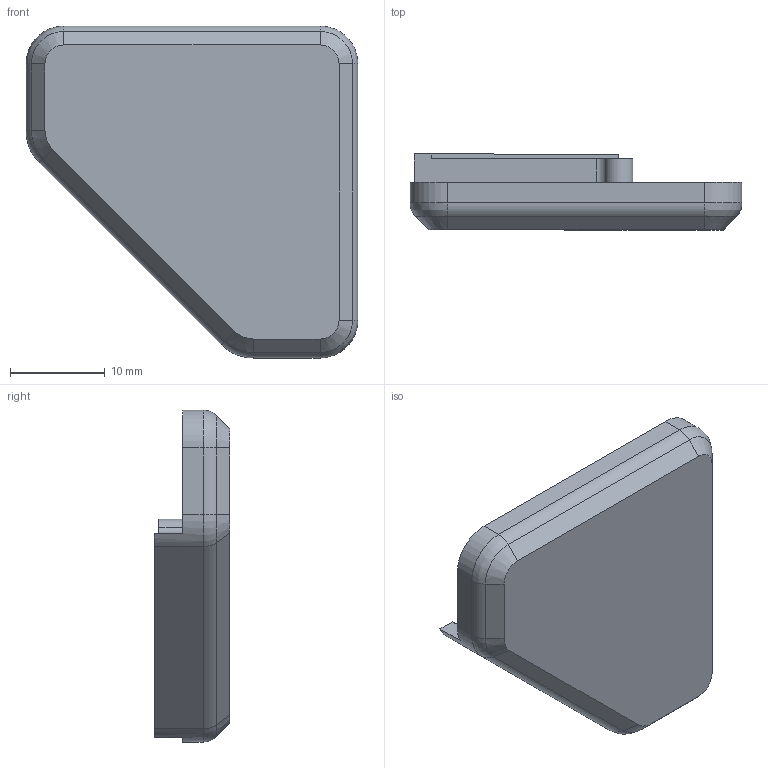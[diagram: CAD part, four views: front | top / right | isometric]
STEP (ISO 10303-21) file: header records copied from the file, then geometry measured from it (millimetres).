
FILE_DESCRIPTION(/* description */ (''),/* implementation_level */ '2;1');
FILE_NAME(/* name */ 'Magnetic_Cap_3mm.step',/* time_stamp */ '2022-06-02T07:10:00-04:00',/* author */ (''),/* organization */ (''),/* preprocessor_version */ 'ST-DEVELOPER v18.1',/* originating_system */ 'Autodesk Translation Framework v10.14.0.1471',/* authorisation */ '');
FILE_SCHEMA (('AUTOMOTIVE_DESIGN { 1 0 10303 214 3 1 1 }'));
Length unit declared in the file: millimetre
Products named in the file (1): Magnetic Corner Clip
Bounding box: 35 x 8 x 35 mm (x, y, z)
Volume: 3599.2 mm3; surface area: 3207.4 mm2
Topology: 1 solids, 1 shells, 59 faces, 139 edges, 86 vertices
Faces by surface type: plane 27, cylinder 22, cone 5, bspline 3, torus 2
Full cylindrical faces by diameter (mm): 6 x3
Entity records: 1741 total; most frequent: DIRECTION 309, CARTESIAN_POINT 309, ORIENTED_EDGE 278, EDGE_CURVE 139, AXIS2_PLACEMENT_3D 113, VERTEX_POINT 86, LINE 83, VECTOR 83
